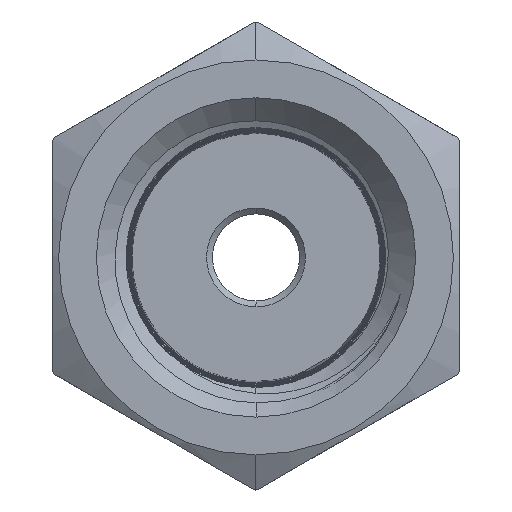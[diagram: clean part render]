
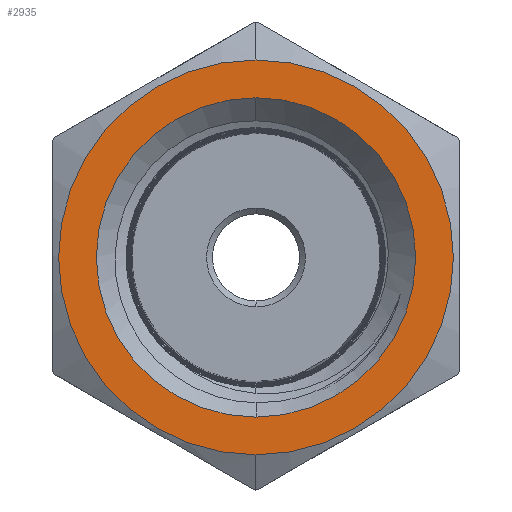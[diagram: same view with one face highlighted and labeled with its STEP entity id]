
A CAD part, front view. The second image highlights one B-rep face of the part: STEP entity #2935.
In plain terms, the highlighted planar face has unit normal (0, -1, 0).
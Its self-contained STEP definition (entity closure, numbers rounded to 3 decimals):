
#284 = EDGE_CURVE ( 'NONE', #12963, #6061, #7601, .T. ) ;
#658 = AXIS2_PLACEMENT_3D ( 'NONE', #8331, #12748, #13437 ) ;
#871 = AXIS2_PLACEMENT_3D ( 'NONE', #3363, #6504, #8756 ) ;
#906 = DIRECTION ( 'NONE',  ( 0., 0., 1. ) ) ;
#1166 = EDGE_LOOP ( 'NONE', ( #9638, #3766 ) ) ;
#1433 = CARTESIAN_POINT ( 'NONE',  ( 0., -10.64, -5.5 ) ) ;
#2308 = AXIS2_PLACEMENT_3D ( 'NONE', #12467, #5947, #13594 ) ;
#2465 = VERTEX_POINT ( 'NONE', #12038 ) ;
#2935 = ADVANCED_FACE ( 'NONE', ( #13332, #10765 ), #3405, .T. ) ;
#2937 = CARTESIAN_POINT ( 'NONE',  ( 0., -10.64, 0. ) ) ;
#3363 = CARTESIAN_POINT ( 'NONE',  ( 0., -10.64, 0. ) ) ;
#3405 = PLANE ( 'NONE',  #871 ) ;
#3766 = ORIENTED_EDGE ( 'NONE', *, *, #284, .T. ) ;
#4025 = DIRECTION ( 'NONE',  ( 0., 0., -1. ) ) ;
#4805 = CIRCLE ( 'NONE', #2308, 6.8 ) ;
#5495 = CIRCLE ( 'NONE', #12361, 5.5 ) ;
#5947 = DIRECTION ( 'NONE',  ( 0., 1., 0. ) ) ;
#6061 = VERTEX_POINT ( 'NONE', #13212 ) ;
#6282 = EDGE_CURVE ( 'NONE', #11272, #2465, #9979, .T. ) ;
#6504 = DIRECTION ( 'NONE',  ( 0., -1., 0. ) ) ;
#7408 = DIRECTION ( 'NONE',  ( 0., 1., 0. ) ) ;
#7601 = CIRCLE ( 'NONE', #658, 5.5 ) ;
#7968 = EDGE_LOOP ( 'NONE', ( #8736, #13627 ) ) ;
#8331 = CARTESIAN_POINT ( 'NONE',  ( 0., -10.64, 0. ) ) ;
#8736 = ORIENTED_EDGE ( 'NONE', *, *, #9840, .F. ) ;
#8756 = DIRECTION ( 'NONE',  ( 0., 0., -1. ) ) ;
#9638 = ORIENTED_EDGE ( 'NONE', *, *, #11365, .T. ) ;
#9840 = EDGE_CURVE ( 'NONE', #2465, #11272, #4805, .T. ) ;
#9979 = CIRCLE ( 'NONE', #11551, 6.8 ) ;
#10527 = DIRECTION ( 'NONE',  ( 0., 1., 0. ) ) ;
#10765 = FACE_OUTER_BOUND ( 'NONE', #7968, .T. ) ;
#11272 = VERTEX_POINT ( 'NONE', #11481 ) ;
#11365 = EDGE_CURVE ( 'NONE', #6061, #12963, #5495, .T. ) ;
#11481 = CARTESIAN_POINT ( 'NONE',  ( 0., -10.64, -6.8 ) ) ;
#11551 = AXIS2_PLACEMENT_3D ( 'NONE', #13915, #7408, #906 ) ;
#12038 = CARTESIAN_POINT ( 'NONE',  ( 0., -10.64, 6.8 ) ) ;
#12361 = AXIS2_PLACEMENT_3D ( 'NONE', #2937, #10527, #4025 ) ;
#12467 = CARTESIAN_POINT ( 'NONE',  ( 0., -10.64, 0. ) ) ;
#12748 = DIRECTION ( 'NONE',  ( 0., 1., 0. ) ) ;
#12963 = VERTEX_POINT ( 'NONE', #1433 ) ;
#13212 = CARTESIAN_POINT ( 'NONE',  ( 0., -10.64, 5.5 ) ) ;
#13332 = FACE_BOUND ( 'NONE', #1166, .T. ) ;
#13437 = DIRECTION ( 'NONE',  ( 0., 0., -1. ) ) ;
#13594 = DIRECTION ( 'NONE',  ( 0., 0., 1. ) ) ;
#13627 = ORIENTED_EDGE ( 'NONE', *, *, #6282, .F. ) ;
#13915 = CARTESIAN_POINT ( 'NONE',  ( 0., -10.64, 0. ) ) ;
